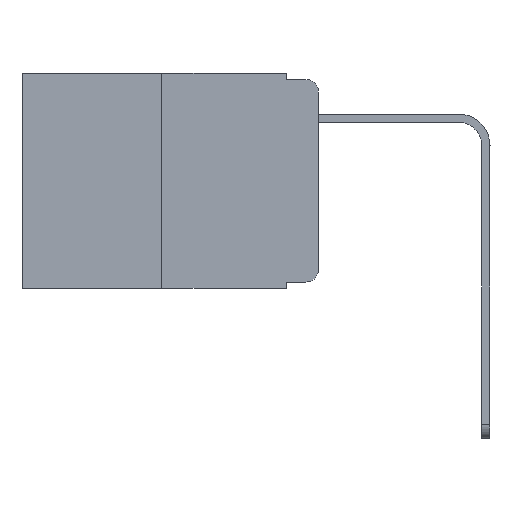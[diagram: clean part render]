
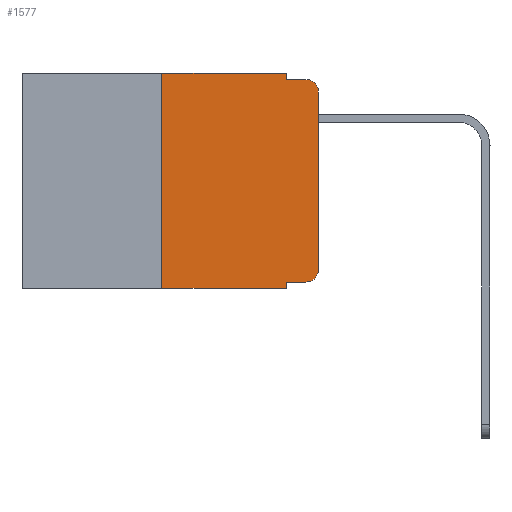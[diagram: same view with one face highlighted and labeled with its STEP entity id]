
A CAD part, left-side view. The second image highlights one B-rep face of the part: STEP entity #1577.
In plain terms, the highlighted planar face has unit normal (-1, 0, 0).
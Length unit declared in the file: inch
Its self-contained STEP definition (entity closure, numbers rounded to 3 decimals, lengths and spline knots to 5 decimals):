
#92 = EDGE_CURVE ( 'NONE', #595, #13643, #9346, .T. ) ;
#114 = VECTOR ( 'NONE', #12190, 39.37008 ) ;
#259 = CIRCLE ( 'NONE', #10688, 0.02 ) ;
#411 = CARTESIAN_POINT ( 'NONE',  ( 0., 0., -0.03 ) ) ;
#595 = VERTEX_POINT ( 'NONE', #5269 ) ;
#761 = EDGE_CURVE ( 'NONE', #14227, #7082, #259, .T. ) ;
#799 = CARTESIAN_POINT ( 'NONE',  ( 0., 0.02, -0.03 ) ) ;
#804 = FACE_OUTER_BOUND ( 'NONE', #14298, .T. ) ;
#1577 = ADVANCED_FACE ( 'NONE', ( #804 ), #1915, .F. ) ;
#1899 = DIRECTION ( 'NONE',  ( 0., -1., 0. ) ) ;
#1915 = PLANE ( 'NONE',  #4057 ) ;
#2051 = CARTESIAN_POINT ( 'NONE',  ( 0., 0.25, 0. ) ) ;
#2106 = EDGE_CURVE ( 'NONE', #6246, #3270, #12645, .T. ) ;
#3267 = CARTESIAN_POINT ( 'NONE',  ( 0., 0.473, 0. ) ) ;
#3270 = VERTEX_POINT ( 'NONE', #13155 ) ;
#4057 = AXIS2_PLACEMENT_3D ( 'NONE', #3267, #12766, #14005 ) ;
#4233 = CARTESIAN_POINT ( 'NONE',  ( 0., 0.473, -0.343 ) ) ;
#4320 = AXIS2_PLACEMENT_3D ( 'NONE', #15274, #15537, #5927 ) ;
#4375 = VECTOR ( 'NONE', #10908, 39.37008 ) ;
#4676 = VECTOR ( 'NONE', #7979, 39.37008 ) ;
#5060 = ORIENTED_EDGE ( 'NONE', *, *, #7771, .T. ) ;
#5075 = ORIENTED_EDGE ( 'NONE', *, *, #7306, .T. ) ;
#5162 = VERTEX_POINT ( 'NONE', #13343 ) ;
#5269 = CARTESIAN_POINT ( 'NONE',  ( 0., 0.25, -0.343 ) ) ;
#5501 = CARTESIAN_POINT ( 'NONE',  ( 0., 0., -0.313 ) ) ;
#5515 = VERTEX_POINT ( 'NONE', #5501 ) ;
#5532 = CARTESIAN_POINT ( 'NONE',  ( 0., 0.25, 0. ) ) ;
#5927 = DIRECTION ( 'NONE',  ( 0., 0., -1. ) ) ;
#6037 = LINE ( 'NONE', #10144, #15569 ) ;
#6109 = CARTESIAN_POINT ( 'NONE',  ( 0., 0.02, -0.01 ) ) ;
#6140 = LINE ( 'NONE', #12236, #6343 ) ;
#6210 = ORIENTED_EDGE ( 'NONE', *, *, #8141, .F. ) ;
#6226 = DIRECTION ( 'NONE',  ( 0., 0., -1. ) ) ;
#6246 = VERTEX_POINT ( 'NONE', #2051 ) ;
#6343 = VECTOR ( 'NONE', #6226, 39.37008 ) ;
#6663 = EDGE_CURVE ( 'NONE', #7670, #13643, #11267, .T. ) ;
#6845 = ORIENTED_EDGE ( 'NONE', *, *, #6663, .F. ) ;
#7082 = VERTEX_POINT ( 'NONE', #6109 ) ;
#7306 = EDGE_CURVE ( 'NONE', #5162, #5515, #7671, .T. ) ;
#7645 = CARTESIAN_POINT ( 'NONE',  ( 0., 0.051, -0.333 ) ) ;
#7670 = VERTEX_POINT ( 'NONE', #7645 ) ;
#7671 = CIRCLE ( 'NONE', #4320, 0.02 ) ;
#7709 = CARTESIAN_POINT ( 'NONE',  ( 0., 0.051, -0.343 ) ) ;
#7771 = EDGE_CURVE ( 'NONE', #7670, #5162, #11600, .T. ) ;
#7968 = DIRECTION ( 'NONE',  ( -1., 0., 0. ) ) ;
#7979 = DIRECTION ( 'NONE',  ( 0., 0., -1. ) ) ;
#8141 = EDGE_CURVE ( 'NONE', #3270, #14729, #6140, .T. ) ;
#8386 = ORIENTED_EDGE ( 'NONE', *, *, #14083, .T. ) ;
#8733 = ORIENTED_EDGE ( 'NONE', *, *, #761, .T. ) ;
#8904 = DIRECTION ( 'NONE',  ( 0., 0., 1. ) ) ;
#9217 = DIRECTION ( 'NONE',  ( 0., -1., 0. ) ) ;
#9346 = LINE ( 'NONE', #4233, #10088 ) ;
#10088 = VECTOR ( 'NONE', #14900, 39.37008 ) ;
#10144 = CARTESIAN_POINT ( 'NONE',  ( 0., 0.051, -0.01 ) ) ;
#10420 = DIRECTION ( 'NONE',  ( 0., 0., -1. ) ) ;
#10477 = ORIENTED_EDGE ( 'NONE', *, *, #2106, .F. ) ;
#10688 = AXIS2_PLACEMENT_3D ( 'NONE', #799, #7968, #10420 ) ;
#10908 = DIRECTION ( 'NONE',  ( 0., -1., 0. ) ) ;
#10968 = EDGE_CURVE ( 'NONE', #14729, #7082, #6037, .T. ) ;
#11267 = LINE ( 'NONE', #15117, #4676 ) ;
#11480 = LINE ( 'NONE', #5532, #15372 ) ;
#11600 = LINE ( 'NONE', #13863, #14184 ) ;
#11953 = CARTESIAN_POINT ( 'NONE',  ( 0., 0.473, 0. ) ) ;
#12190 = DIRECTION ( 'NONE',  ( 0., 0., 1. ) ) ;
#12224 = ORIENTED_EDGE ( 'NONE', *, *, #12842, .F. ) ;
#12236 = CARTESIAN_POINT ( 'NONE',  ( 0., 0.051, 0. ) ) ;
#12645 = LINE ( 'NONE', #11953, #4375 ) ;
#12766 = DIRECTION ( 'NONE',  ( 1., 0., 0. ) ) ;
#12842 = EDGE_CURVE ( 'NONE', #595, #6246, #11480, .T. ) ;
#12969 = ORIENTED_EDGE ( 'NONE', *, *, #10968, .F. ) ;
#13155 = CARTESIAN_POINT ( 'NONE',  ( 0., 0.051, 0. ) ) ;
#13331 = CARTESIAN_POINT ( 'NONE',  ( 0., 0., 0. ) ) ;
#13343 = CARTESIAN_POINT ( 'NONE',  ( 0., 0.02, -0.333 ) ) ;
#13643 = VERTEX_POINT ( 'NONE', #7709 ) ;
#13863 = CARTESIAN_POINT ( 'NONE',  ( 0., 0.051, -0.333 ) ) ;
#14005 = DIRECTION ( 'NONE',  ( 0., 0., -1. ) ) ;
#14083 = EDGE_CURVE ( 'NONE', #5515, #14227, #15332, .T. ) ;
#14141 = ORIENTED_EDGE ( 'NONE', *, *, #92, .T. ) ;
#14184 = VECTOR ( 'NONE', #9217, 39.37008 ) ;
#14227 = VERTEX_POINT ( 'NONE', #411 ) ;
#14298 = EDGE_LOOP ( 'NONE', ( #8386, #8733, #12969, #6210, #10477, #12224, #14141, #6845, #5060, #5075 ) ) ;
#14729 = VERTEX_POINT ( 'NONE', #14930 ) ;
#14900 = DIRECTION ( 'NONE',  ( 0., -1., 0. ) ) ;
#14930 = CARTESIAN_POINT ( 'NONE',  ( 0., 0.051, -0.01 ) ) ;
#15117 = CARTESIAN_POINT ( 'NONE',  ( 0., 0.051, 0. ) ) ;
#15274 = CARTESIAN_POINT ( 'NONE',  ( 0., 0.02, -0.313 ) ) ;
#15332 = LINE ( 'NONE', #13331, #114 ) ;
#15372 = VECTOR ( 'NONE', #8904, 39.37008 ) ;
#15537 = DIRECTION ( 'NONE',  ( -1., 0., 0. ) ) ;
#15569 = VECTOR ( 'NONE', #1899, 39.37008 ) ;
